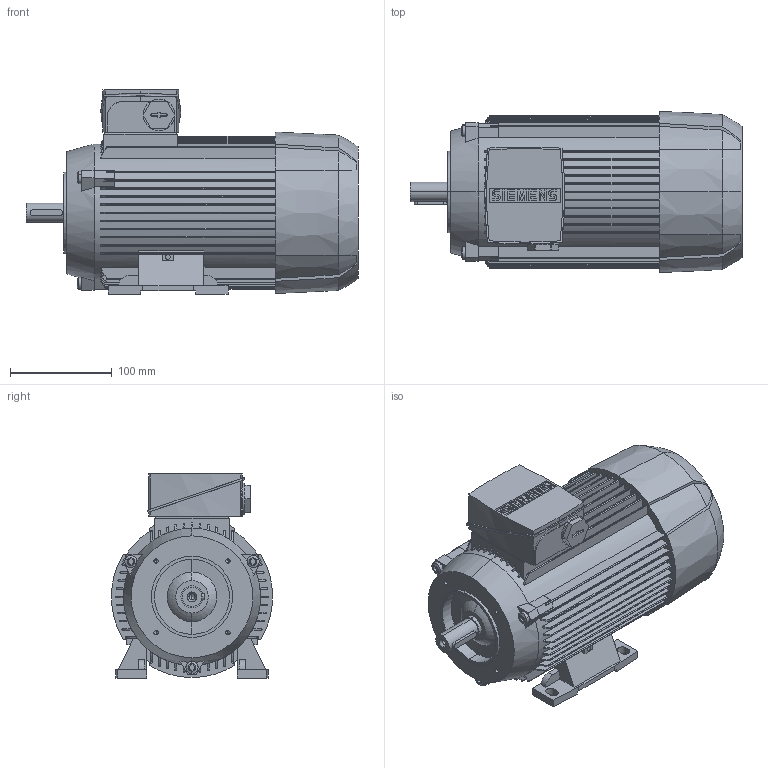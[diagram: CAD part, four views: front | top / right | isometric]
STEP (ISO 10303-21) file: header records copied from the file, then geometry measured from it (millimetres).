
FILE_DESCRIPTION(('STEP AP214'),'1');
FILE_NAME('cctmp_2FF72109-4A8A-4CDF-9A32-2BE77BA6CE4B_2023_06_26_14_13_15_0863..stp','2023-06-26T12:13:16',('SIEMENS A&D'),('CADClick - www.CADClick.com'),'Spatial InterOp 3D',' ','unknown authorization');
FILE_SCHEMA(('AUTOMOTIVE_DESIGN'));
Length unit declared in the file: millimetre
Products named in the file (1): 2023_06_26_14_13_15_0863
Bounding box: 327 x 158.5 x 201 mm (x, y, z)
Volume: 4945576.4 mm3; surface area: 328436.8 mm2
Topology: 1 solids, 1 shells, 654 faces, 1854 edges, 1208 vertices
Faces by surface type: plane 391, cylinder 177, torus 54, cone 32
Entity records: 28216 total; most frequent: CARTESIAN_POINT 5974, ORIENTED_EDGE 3664, DIRECTION 3469, EDGE_CURVE 1832, VERTEX_POINT 1208, AXIS2_PLACEMENT_3D 1164, LINE 1141, VECTOR 1141
